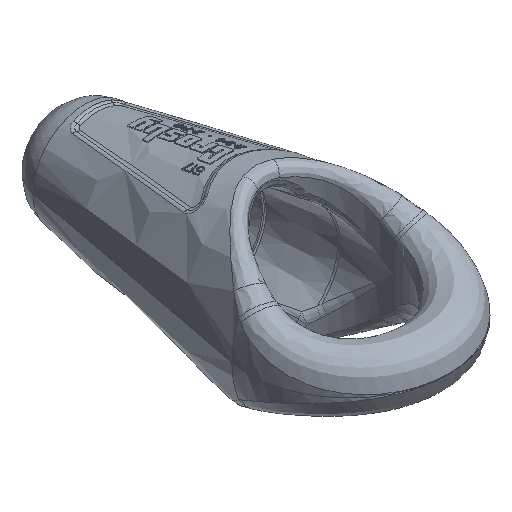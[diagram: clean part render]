
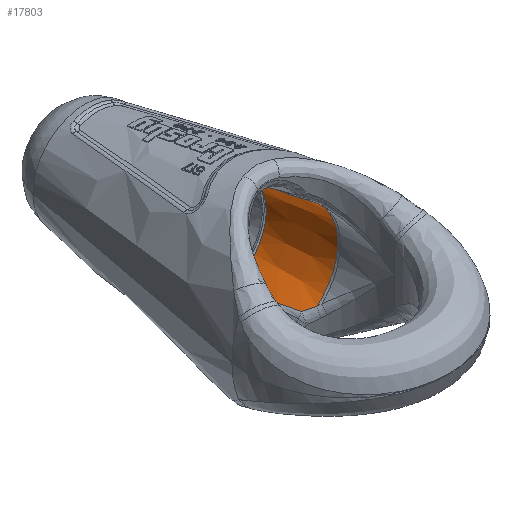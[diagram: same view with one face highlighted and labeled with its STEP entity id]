
A CAD part, isometric view. The second image highlights one B-rep face of the part: STEP entity #17803.
In plain terms, the highlighted conical face has half-angle 7.5 degrees and reference radius 76.471 mm.
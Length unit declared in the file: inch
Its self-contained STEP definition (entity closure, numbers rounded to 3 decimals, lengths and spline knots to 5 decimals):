
#704=CARTESIAN_POINT('',(2.07653,6.40933,-2.48897));
#706=CARTESIAN_POINT('',(2.07653,6.40933,-2.48897));
#707=CARTESIAN_POINT('',(2.03021,6.46096,-2.51877));
#708=CARTESIAN_POINT('',(1.93674,6.5602,-2.57613));
#709=CARTESIAN_POINT('',(1.79469,6.69754,-2.6552));
#710=CARTESIAN_POINT('',(1.69915,6.78171,-2.7032));
#711=CARTESIAN_POINT('',(1.65125,6.82203,-2.726));
#725=CARTESIAN_POINT('',(0.,9.915,0.));
#726=DIRECTION('',(0.,-1.,0.));
#727=DIRECTION('',(0.18,0.,-0.984));
#728=AXIS2_PLACEMENT_3D('',#725,#726,#727);
#730=CARTESIAN_POINT('',(0.,6.40933,0.));
#731=DIRECTION('',(0.,1.,0.));
#732=DIRECTION('',(0.641,0.,0.768));
#733=AXIS2_PLACEMENT_3D('',#730,#731,#732);
#1067=CARTESIAN_POINT('',(0.50116,9.915,
-2.73436));
#1074=CARTESIAN_POINT('',(0.50116,9.915,
-2.73436));
#1075=CARTESIAN_POINT('',(0.68486,9.59813,
-2.74311));
#1076=CARTESIAN_POINT('',(1.01804,8.9472,-2.73345));
#1077=CARTESIAN_POINT('',(1.38304,7.97387,-2.70716));
#1078=CARTESIAN_POINT('',(1.57485,7.21812,-2.71134));
#1079=CARTESIAN_POINT('',(1.65125,6.82203,-2.726));
#1337=CARTESIAN_POINT('',(0.50116,9.915,2.73436));
#1351=CARTESIAN_POINT('',(1.65125,6.82203,2.726));
#1352=CARTESIAN_POINT('',(1.57457,7.21954,2.71128));
#1353=CARTESIAN_POINT('',(1.38209,7.97712,2.7072));
#1354=CARTESIAN_POINT('',(1.01649,8.95058,2.73355));
#1355=CARTESIAN_POINT('',(0.68407,9.59949,2.74307));
#1356=CARTESIAN_POINT('',(0.50116,9.915,2.73436));
#1363=CARTESIAN_POINT('',(1.65125,6.82203,2.726));
#1364=CARTESIAN_POINT('',(1.69915,6.78171,2.7032));
#1365=CARTESIAN_POINT('',(1.79468,6.69754,2.6552));
#1366=CARTESIAN_POINT('',(1.93674,6.5602,2.57613));
#1367=CARTESIAN_POINT('',(2.03021,6.46096,2.51877));
#1368=CARTESIAN_POINT('',(2.07653,6.40933,2.48897));
#13213=VERTEX_POINT('',#704);
#13219=CARTESIAN_POINT('',(2.07653,6.40933,2.48897));
#13221=VERTEX_POINT('',#13219);
#13300=VERTEX_POINT('',#711);
#13303=VERTEX_POINT('',#1363);
#13377=VERTEX_POINT('',#1337);
#13378=VERTEX_POINT('',#1067);
#17785=CARTESIAN_POINT('',(0.,8.16216,0.));
#17786=DIRECTION('',(0.,-1.,0.));
#17787=DIRECTION('',(-1.,0.,0.));
#17788=AXIS2_PLACEMENT_3D('',#17785,#17786,#17787);
#17789=CONICAL_SURFACE('',#17788,3.01068,7.5);
#17791=ORIENTED_EDGE('',*,*,#17790,.T.);
#17793=ORIENTED_EDGE('',*,*,#17792,.F.);
#17795=ORIENTED_EDGE('',*,*,#17794,.T.);
#17797=ORIENTED_EDGE('',*,*,#17796,.T.);
#17798=ORIENTED_EDGE('',*,*,#17776,.T.);
#17800=ORIENTED_EDGE('',*,*,#17799,.F.);
#17801=EDGE_LOOP('',(#17791,#17793,#17795,#17797,#17798,#17800));
#17802=FACE_OUTER_BOUND('',#17801,.F.);
#17803=ADVANCED_FACE('',(#17802),#17789,.F.);
#712=B_SPLINE_CURVE_WITH_KNOTS('',3,(#706,#707,#708,#709,#710,#711),
.UNSPECIFIED.,.F.,.F.,(4,1,1,4),(0.,0.33333,0.66667,1.),
.UNSPECIFIED.);
#729=CIRCLE('',#728,2.77991);
#734=CIRCLE('',#733,3.24144);
#1080=B_SPLINE_CURVE_WITH_KNOTS('',3,(#1074,#1075,#1076,#1077,#1078,#1079),
.UNSPECIFIED.,.F.,.F.,(4,1,1,4),(0.,0.33333,0.66667,1.),
.UNSPECIFIED.);
#1357=B_SPLINE_CURVE_WITH_KNOTS('',3,(#1351,#1352,#1353,#1354,#1355,#1356),
.UNSPECIFIED.,.F.,.F.,(4,1,1,4),(0.,0.33333,0.66667,1.),
.UNSPECIFIED.);
#1369=B_SPLINE_CURVE_WITH_KNOTS('',3,(#1363,#1364,#1365,#1366,#1367,#1368),
.UNSPECIFIED.,.F.,.F.,(4,1,1,4),(0.,0.33333,0.66667,1.),
.UNSPECIFIED.);
#17776=EDGE_CURVE('',#13213,#13300,#712,.T.);
#17790=EDGE_CURVE('',#13378,#13377,#729,.T.);
#17792=EDGE_CURVE('',#13303,#13377,#1357,.T.);
#17794=EDGE_CURVE('',#13303,#13221,#1369,.T.);
#17796=EDGE_CURVE('',#13221,#13213,#734,.T.);
#17799=EDGE_CURVE('',#13378,#13300,#1080,.T.);
